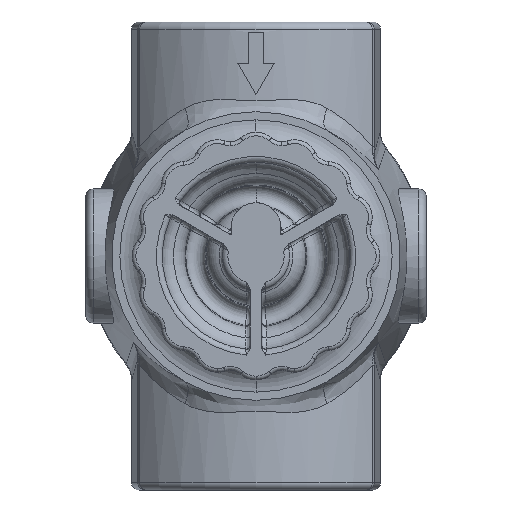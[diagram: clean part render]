
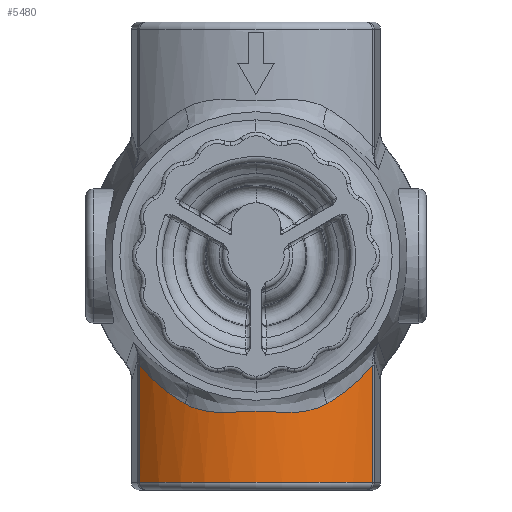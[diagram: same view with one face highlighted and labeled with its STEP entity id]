
A CAD part, front view. The second image highlights one B-rep face of the part: STEP entity #5480.
In plain terms, the highlighted cylindrical face has radius 31.623 mm (diameter 63.246 mm), a partial arc.
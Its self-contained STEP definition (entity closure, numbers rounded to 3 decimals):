
#235 = DIRECTION ( 'NONE',  ( 0., 0., -1. ) ) ;
#578 = LINE ( 'NONE', #8560, #3586 ) ;
#625 = EDGE_CURVE ( 'NONE', #13743, #15585, #578, .T. ) ;
#836 = B_SPLINE_CURVE_WITH_KNOTS ( 'NONE', 3,
 ( #10592, #11671, #3744, #5372, #15927, #15849, #16985, #10675, #9132, #3919, #3828, #2692, #6685, #16012, #5048, #10348, #1218, #9041, #7730, #13071, #1143, #6423, #11748, #10422, #6501, #15757, #11827, #14475 ),
 .UNSPECIFIED., .F., .F.,
 ( 4, 2, 2, 2, 2, 2, 2, 2, 2, 2, 2, 2, 2, 4 ),
 ( 0., 0.004, 0.006, 0.008, 0.011, 0.013, 0.015, 0.017, 0.019, 0.021, 0.023, 0.027, 0.029, 0.031 ),
 .UNSPECIFIED. ) ;
#1143 = CARTESIAN_POINT ( 'NONE',  ( -6.944, -24.635, -31.787 ) ) ;
#1218 = CARTESIAN_POINT ( 'NONE',  ( -3.191, -25.245, -31.625 ) ) ;
#1344 = EDGE_LOOP ( 'NONE', ( #3128, #4371, #3980, #11810, #13891, #4041 ) ) ;
#1379 = DIRECTION ( 'NONE',  ( -1., 0., 0. ) ) ;
#2270 = CARTESIAN_POINT ( 'NONE',  ( -14.403, -21.93, -29.992 ) ) ;
#2348 = CARTESIAN_POINT ( 'NONE',  ( -16.221, -20.928, -28.872 ) ) ;
#2433 = CARTESIAN_POINT ( 'NONE',  ( 22.993, -15.507, -22.899 ) ) ;
#2465 = B_SPLINE_CURVE_WITH_KNOTS ( 'NONE', 3,
 ( #2270, #3568, #4688, #2348, #16879, #12800, #7370, #8870, #11393, #3391 ),
 .UNSPECIFIED., .F., .F.,
 ( 4, 2, 2, 2, 4 ),
 ( 0.046, 0.048, 0.05, 0.053, 0.06 ),
 .UNSPECIFIED. ) ;
#2519 = CARTESIAN_POINT ( 'NONE',  ( 14.403, -21.93, -29.992 ) ) ;
#2643 = VERTEX_POINT ( 'NONE', #13886 ) ;
#2675 = EDGE_CURVE ( 'NONE', #16922, #5110, #13698, .T. ) ;
#2677 = VECTOR ( 'NONE', #6971, 1000. ) ;
#2692 = CARTESIAN_POINT ( 'NONE',  ( 1.243, -25.382, -31.508 ) ) ;
#2908 = CARTESIAN_POINT ( 'NONE',  ( -23.605, -14.82, -45.974 ) ) ;
#3012 = FACE_OUTER_BOUND ( 'NONE', #1344, .T. ) ;
#3062 = EDGE_CURVE ( 'NONE', #8626, #2643, #836, .T. ) ;
#3128 = ORIENTED_EDGE ( 'NONE', *, *, #12974, .T. ) ;
#3391 = CARTESIAN_POINT ( 'NONE',  ( -23.605, -14.82, -22.158 ) ) ;
#3527 = CIRCLE ( 'NONE', #9896, 31.623 ) ;
#3568 = CARTESIAN_POINT ( 'NONE',  ( -14.868, -21.692, -29.726 ) ) ;
#3586 = VECTOR ( 'NONE', #7253, 1000. ) ;
#3734 = CARTESIAN_POINT ( 'NONE',  ( 20.249, -18.086, -25.719 ) ) ;
#3744 = CARTESIAN_POINT ( 'NONE',  ( 12.276, -22.947, -31.006 ) ) ;
#3828 = CARTESIAN_POINT ( 'NONE',  ( 2.507, -25.307, -31.576 ) ) ;
#3919 = CARTESIAN_POINT ( 'NONE',  ( 3.136, -25.25, -31.621 ) ) ;
#3980 = ORIENTED_EDGE ( 'NONE', *, *, #9423, .T. ) ;
#4012 = EDGE_CURVE ( 'NONE', #2643, #16922, #2465, .T. ) ;
#4041 = ORIENTED_EDGE ( 'NONE', *, *, #2675, .T. ) ;
#4371 = ORIENTED_EDGE ( 'NONE', *, *, #625, .T. ) ;
#4647 = CARTESIAN_POINT ( 'NONE',  ( 23.605, -14.82, -45.974 ) ) ;
#4688 = CARTESIAN_POINT ( 'NONE',  ( -15.325, -21.443, -29.448 ) ) ;
#5048 = CARTESIAN_POINT ( 'NONE',  ( -1.3, -25.38, -31.51 ) ) ;
#5110 = VERTEX_POINT ( 'NONE', #2908 ) ;
#5172 = B_SPLINE_CURVE_WITH_KNOTS ( 'NONE', 3,
 ( #6239, #2433, #14465, #7717, #3734, #9035, #10261, #15589, #8957, #10157, #9119, #2519 ),
 .UNSPECIFIED., .F., .F.,
 ( 4, 2, 2, 2, 2, 4 ),
 ( 0.001, 0.004, 0.008, 0.011, 0.013, 0.015 ),
 .UNSPECIFIED. ) ;
#5372 = CARTESIAN_POINT ( 'NONE',  ( 10.52, -23.606, -31.439 ) ) ;
#5480 = ADVANCED_FACE ( 'NONE', ( #3012 ), #6742, .T. ) ;
#6239 = CARTESIAN_POINT ( 'NONE',  ( 23.605, -14.82, -22.158 ) ) ;
#6423 = CARTESIAN_POINT ( 'NONE',  ( -8.781, -24.183, -31.721 ) ) ;
#6501 = CARTESIAN_POINT ( 'NONE',  ( -12.273, -22.927, -30.967 ) ) ;
#6685 = CARTESIAN_POINT ( 'NONE',  ( 0.605, -25.401, -31.487 ) ) ;
#6742 = CYLINDRICAL_SURFACE ( 'NONE', #7978, 31.623 ) ;
#6971 = DIRECTION ( 'NONE',  ( 0., 0., -1. ) ) ;
#7105 = CARTESIAN_POINT ( 'NONE',  ( 23.605, -14.82, -22.158 ) ) ;
#7253 = DIRECTION ( 'NONE',  ( 0., 0., 1. ) ) ;
#7370 = CARTESIAN_POINT ( 'NONE',  ( -18.739, -19.268, -27.026 ) ) ;
#7717 = CARTESIAN_POINT ( 'NONE',  ( 20.971, -17.465, -25.036 ) ) ;
#7730 = CARTESIAN_POINT ( 'NONE',  ( -5.072, -24.997, -31.745 ) ) ;
#7761 = DIRECTION ( 'NONE',  ( 1., 0., 0. ) ) ;
#7978 = AXIS2_PLACEMENT_3D ( 'NONE', #12072, #235, #1379 ) ;
#8560 = CARTESIAN_POINT ( 'NONE',  ( 23.605, -14.82, 47.498 ) ) ;
#8626 = VERTEX_POINT ( 'NONE', #14646 ) ;
#8870 = CARTESIAN_POINT ( 'NONE',  ( -21.023, -17.479, -25.049 ) ) ;
#8957 = CARTESIAN_POINT ( 'NONE',  ( 16.224, -20.926, -28.87 ) ) ;
#9035 = CARTESIAN_POINT ( 'NONE',  ( 18.727, -19.277, -27.036 ) ) ;
#9041 = CARTESIAN_POINT ( 'NONE',  ( -4.446, -25.092, -31.708 ) ) ;
#9119 = CARTESIAN_POINT ( 'NONE',  ( 14.872, -21.69, -29.723 ) ) ;
#9132 = CARTESIAN_POINT ( 'NONE',  ( 5.013, -25.026, -31.746 ) ) ;
#9423 = EDGE_CURVE ( 'NONE', #15585, #8626, #5172, .T. ) ;
#9896 = AXIS2_PLACEMENT_3D ( 'NONE', #16749, #12839, #7761 ) ;
#10157 = CARTESIAN_POINT ( 'NONE',  ( 15.332, -21.439, -29.444 ) ) ;
#10261 = CARTESIAN_POINT ( 'NONE',  ( 17.927, -19.847, -27.669 ) ) ;
#10333 = CARTESIAN_POINT ( 'NONE',  ( -23.605, -14.82, -22.158 ) ) ;
#10348 = CARTESIAN_POINT ( 'NONE',  ( -2.563, -25.302, -31.58 ) ) ;
#10422 = CARTESIAN_POINT ( 'NONE',  ( -11.703, -23.161, -31.147 ) ) ;
#10592 = CARTESIAN_POINT ( 'NONE',  ( 14.403, -21.93, -29.992 ) ) ;
#10675 = CARTESIAN_POINT ( 'NONE',  ( 6.252, -24.802, -31.808 ) ) ;
#11393 = CARTESIAN_POINT ( 'NONE',  ( -22.382, -16.192, -23.637 ) ) ;
#11671 = CARTESIAN_POINT ( 'NONE',  ( 13.375, -22.455, -30.581 ) ) ;
#11748 = CARTESIAN_POINT ( 'NONE',  ( -9.972, -23.812, -31.576 ) ) ;
#11810 = ORIENTED_EDGE ( 'NONE', *, *, #3062, .T. ) ;
#11827 = CARTESIAN_POINT ( 'NONE',  ( -13.895, -22.189, -30.283 ) ) ;
#12072 = CARTESIAN_POINT ( 'NONE',  ( 0., 6.223, 47.498 ) ) ;
#12800 = CARTESIAN_POINT ( 'NONE',  ( -17.936, -19.841, -27.662 ) ) ;
#12839 = DIRECTION ( 'NONE',  ( 0., 0., 1. ) ) ;
#12974 = EDGE_CURVE ( 'NONE', #5110, #13743, #3527, .T. ) ;
#13071 = CARTESIAN_POINT ( 'NONE',  ( -6.322, -24.768, -31.785 ) ) ;
#13698 = LINE ( 'NONE', #16301, #2677 ) ;
#13743 = VERTEX_POINT ( 'NONE', #4647 ) ;
#13886 = CARTESIAN_POINT ( 'NONE',  ( -14.403, -21.93, -29.992 ) ) ;
#13891 = ORIENTED_EDGE ( 'NONE', *, *, #4012, .T. ) ;
#14465 = CARTESIAN_POINT ( 'NONE',  ( 22.342, -16.177, -23.627 ) ) ;
#14475 = CARTESIAN_POINT ( 'NONE',  ( -14.403, -21.93, -29.992 ) ) ;
#14646 = CARTESIAN_POINT ( 'NONE',  ( 14.403, -21.93, -29.992 ) ) ;
#15585 = VERTEX_POINT ( 'NONE', #7105 ) ;
#15589 = CARTESIAN_POINT ( 'NONE',  ( 16.658, -20.661, -28.575 ) ) ;
#15757 = CARTESIAN_POINT ( 'NONE',  ( -13.368, -22.442, -30.535 ) ) ;
#15849 = CARTESIAN_POINT ( 'NONE',  ( 8.7, -24.186, -31.703 ) ) ;
#15927 = CARTESIAN_POINT ( 'NONE',  ( 9.913, -23.813, -31.549 ) ) ;
#16012 = CARTESIAN_POINT ( 'NONE',  ( -0.667, -25.399, -31.488 ) ) ;
#16301 = CARTESIAN_POINT ( 'NONE',  ( -23.605, -14.82, 47.498 ) ) ;
#16749 = CARTESIAN_POINT ( 'NONE',  ( 0., 6.223, -45.974 ) ) ;
#16879 = CARTESIAN_POINT ( 'NONE',  ( -16.66, -20.661, -28.574 ) ) ;
#16922 = VERTEX_POINT ( 'NONE', #10333 ) ;
#16985 = CARTESIAN_POINT ( 'NONE',  ( 8.09, -24.354, -31.748 ) ) ;
